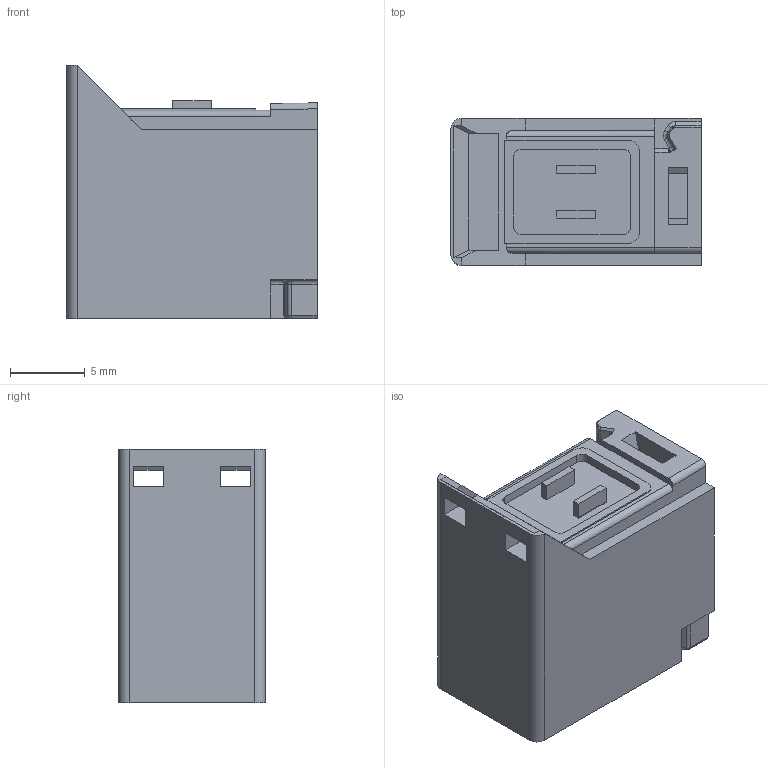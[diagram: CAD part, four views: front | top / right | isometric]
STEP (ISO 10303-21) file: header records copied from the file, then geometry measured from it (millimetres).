
FILE_DESCRIPTION(/* description */ (''),/* implementation_level */ '2;1');
FILE_NAME(/* name */ '00735431_MAGNETSPULE.iam.step',/* time_stamp */ '2014-01-07T11:30:39-08:00',/* author */ ('s-2512170'),/* organization */ (''),/* preprocessor_version */ 'ST-DEVELOPER v15.2',/* originating_system */ 'Autodesk Inventor 2014',/* authorisation */ '');
FILE_SCHEMA (('AUTOMOTIVE_DESIGN { 1 0 10303 214 3 1 1 }'));
Length unit declared in the file: millimetre
Products named in the file (2): P7354M31_MAGNETSPULE; 00735431_MAGNETSPULE
Bounding box: 16.7 x 9.8 x 16.9 mm (x, y, z)
Volume: 2253.1 mm3; surface area: 1216 mm2
Topology: 1 solids, 2 shells, 128 faces, 341 edges, 221 vertices
Faces by surface type: plane 80, cylinder 31, bspline 11, cone 4, sphere 1, torus 1
Full cylindrical faces by diameter (mm): 1 x2, 4.4 x1
Entity records: 4513 total; most frequent: CARTESIAN_POINT 1167, ORIENTED_EDGE 672, DIRECTION 628, EDGE_CURVE 336, LINE 242, VECTOR 242, VERTEX_POINT 220, AXIS2_PLACEMENT_3D 193
